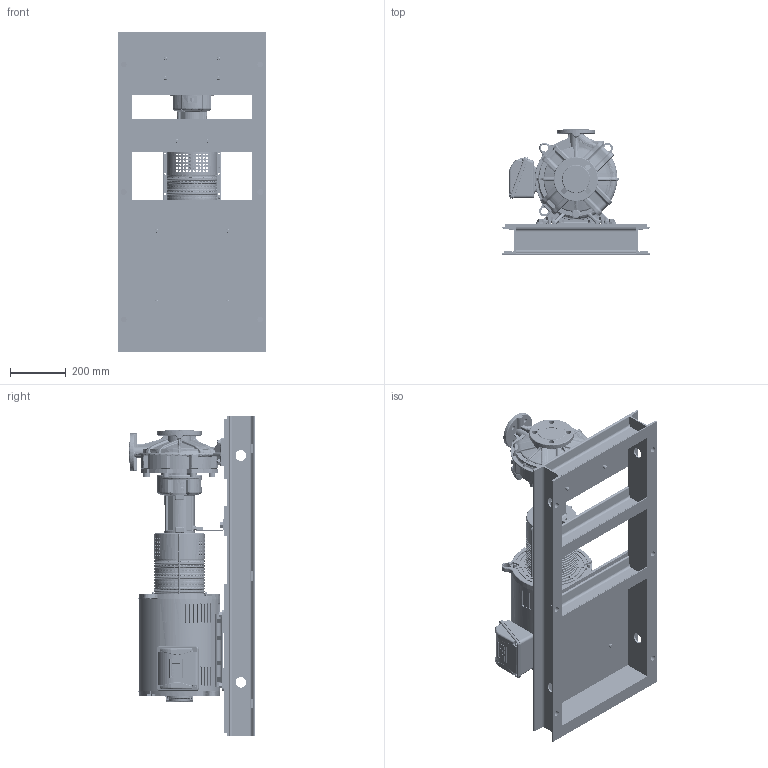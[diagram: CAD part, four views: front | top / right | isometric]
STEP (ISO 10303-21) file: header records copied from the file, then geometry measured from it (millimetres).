
FILE_DESCRIPTION (( 'STEP AP203' ), '1' );
FILE_NAME ('3325282 - NL-HE 2x1.25x8-20-254_6T-460-2-ODP.step', '2020-12-22T20:37:53', ( '' ), ( '' ), 'SwSTEP 2.0', 'SolidWorks 2020', '' );
FILE_SCHEMA (( 'CONFIG_CONTROL_DESIGN' ));
Length unit declared in the file: inch
Products named in the file (19): BASE 10#[stp]_3322635 - NL-HE RAW BASE #2-213T,254T,284TS,324TS; 3325282 - NL-HE 2x1.25x8-20-254_6T-460-2-ODP; 9149644 - Atmos GIGA-N 2x1.25x8-D-L4; DRILLING[stp]_3322959 - NL-HE BASE #2 DRILLED - 18; BBRCKT PLATE[stp]_B.B PLATE #3; 2 POLE[stp]_2710281 - NEMA H2 20HP 254T 3~208-230_460 ODP; 3322658 - 1_2in x 1.062in OD ZINC STEEL FLAT WASHER[stp]_91860A033; 10# C CHANNEL[stp]_####### - 10# x 45in; MOT PLATE[stp]_MOT PLATE #4; PE PLATE[stp]_P.E PLATE #3; 4107249 - 1_2COUPLING GUARD-PP-SG.25[stp]; CONF - BOLT - [1_2in-13][stp]_3323258 - 1_2in-13 x 1.5in A307 HD GALV HEX BOLT; 10# C CHANNEL[stp]_####### - 10# x 17in; 10# ANGLE WASHER[stp]; 2710281 - NEMA H2 20HP 254T 3~208-230_460 ODP[stp]; CONF - BOLT - [1_2in-13][stp]_3323256 - 1_2in-13 x 1in (FT) A307 HD GALV HEX BOLT; COUPLING GRD[stp]_3323307 - NL-HE COUPLING GUARD ASSEMBLY SG.25; BASE 10# ASSY[stp]_3322747 - NL-HE BASE #2 - BASEKIT 18A
Assembly tree (43 placements, depth 4):
  3325282 - NL-HE 2x1.25x8-20-254_6T-460-2-ODP
    9149644 - Atmos GIGA-N 2x1.25x8-D-L4
    2 POLE[stp]_2710281 - NEMA H2 20HP 254T 3~208-230_460 ODP
      2710281 - NEMA H2 20HP 254T 3~208-230_460 ODP[stp]
    BASE 10# ASSY[stp]_3322747 - NL-HE BASE #2 - BASEKIT 18A
      BASE 10#[stp]_3322635 - NL-HE RAW BASE #2-213T,254T,284TS,324TS
        10# C CHANNEL[stp]_####### - 10# x 45in
        10# C CHANNEL[stp]_####### - 10# x 17in  x4
        PE PLATE[stp]_P.E PLATE #3
        BBRCKT PLATE[stp]_B.B PLATE #3
        MOT PLATE[stp]_MOT PLATE #4
        10# C CHANNEL[stp]_####### - 10# x 45in
        10# ANGLE WASHER[stp]  x6
      CONF - BOLT - [1_2in-13][stp]_3323258 - 1_2in-13 x 1.5in A307 HD GALV HEX BOLT  x4
      3322658 - 1_2in x 1.062in OD ZINC STEEL FLAT WASHER[stp]_91860A033  x10
      CONF - BOLT - [1_2in-13][stp]_3323256 - 1_2in-13 x 1in (FT) A307 HD GALV HEX BOLT  x6
    COUPLING GRD[stp]_3323307 - NL-HE COUPLING GUARD ASSEMBLY SG.25
      4107249 - 1_2COUPLING GUARD-PP-SG.25[stp]  x2
  DRILLING[stp]_3322959 - NL-HE BASE #2 DRILLED - 18
Bounding box: 527.8 x 450.01 x 1143 mm (x, y, z)
Volume: 46795039.5 mm3; surface area: 4391254.6 mm2
Topology: 41 solids, 46 shells, 8533 faces, 20932 edges, 12619 vertices
Faces by surface type: bspline 3677, cylinder 1946, plane 1588, cone 1110, sphere 196, torus 16
Entity records: 463209 total; most frequent: CARTESIAN_POINT 326886, ORIENTED_EDGE 33874, DIRECTION 19152, EDGE_CURVE 16937, VERTEX_POINT 10272, B_SPLINE_CURVE_WITH_KNOTS 7762, EDGE_LOOP 7353, AXIS2_PLACEMENT_3D 7270
